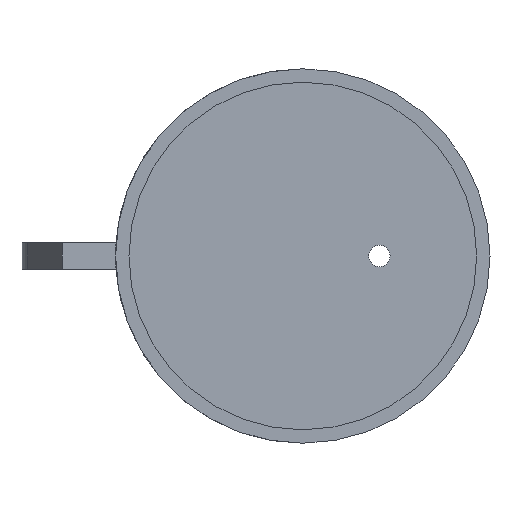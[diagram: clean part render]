
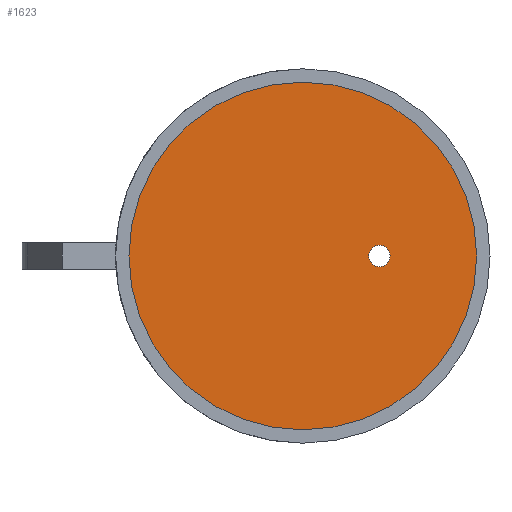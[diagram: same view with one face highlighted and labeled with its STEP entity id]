
A CAD part, front view. The second image highlights one B-rep face of the part: STEP entity #1623.
In plain terms, the highlighted planar face has unit normal (0, -1, 0).
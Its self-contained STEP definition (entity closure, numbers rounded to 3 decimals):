
#46 = FACE_BOUND ( 'NONE', #1298, .T. ) ;
#55 = EDGE_CURVE ( 'NONE', #937, #1182, #1879, .T. ) ;
#82 = PLANE ( 'NONE',  #1810 ) ;
#117 = EDGE_CURVE ( 'NONE', #631, #2035, #1094, .T. ) ;
#165 = EDGE_CURVE ( 'NONE', #1182, #937, #1004, .T. ) ;
#379 = DIRECTION ( 'NONE',  ( 0., 0., -1. ) ) ;
#418 = CARTESIAN_POINT ( 'NONE',  ( 0., -3., 65. ) ) ;
#434 = CARTESIAN_POINT ( 'NONE',  ( 0., -3., 0. ) ) ;
#631 = VERTEX_POINT ( 'NONE', #785 ) ;
#681 = ORIENTED_EDGE ( 'NONE', *, *, #1032, .T. ) ;
#692 = AXIS2_PLACEMENT_3D ( 'NONE', #1729, #1417, #379 ) ;
#718 = CIRCLE ( 'NONE', #1027, 4. ) ;
#731 = DIRECTION ( 'NONE',  ( 0., 1., 0. ) ) ;
#775 = FACE_OUTER_BOUND ( 'NONE', #893, .T. ) ;
#785 = CARTESIAN_POINT ( 'NONE',  ( 28.624, -3., -3.998 ) ) ;
#891 = ORIENTED_EDGE ( 'NONE', *, *, #117, .T. ) ;
#893 = EDGE_LOOP ( 'NONE', ( #1262, #1861 ) ) ;
#937 = VERTEX_POINT ( 'NONE', #1839 ) ;
#955 = AXIS2_PLACEMENT_3D ( 'NONE', #1802, #2124, #1126 ) ;
#1004 = CIRCLE ( 'NONE', #955, 65. ) ;
#1027 = AXIS2_PLACEMENT_3D ( 'NONE', #1382, #731, #2044 ) ;
#1032 = EDGE_CURVE ( 'NONE', #2035, #631, #718, .T. ) ;
#1042 = CARTESIAN_POINT ( 'NONE',  ( 28.624, -3., 0.002 ) ) ;
#1094 = CIRCLE ( 'NONE', #1897, 4. ) ;
#1126 = DIRECTION ( 'NONE',  ( 0., 0., -1. ) ) ;
#1182 = VERTEX_POINT ( 'NONE', #418 ) ;
#1242 = DIRECTION ( 'NONE',  ( 0., 1., 0. ) ) ;
#1262 = ORIENTED_EDGE ( 'NONE', *, *, #165, .T. ) ;
#1298 = EDGE_LOOP ( 'NONE', ( #681, #891 ) ) ;
#1382 = CARTESIAN_POINT ( 'NONE',  ( 28.624, -3., 0.002 ) ) ;
#1389 = CARTESIAN_POINT ( 'NONE',  ( 28.624, -3., 4.002 ) ) ;
#1396 = DIRECTION ( 'NONE',  ( 0., 0., 1. ) ) ;
#1417 = DIRECTION ( 'NONE',  ( 0., -1., 0. ) ) ;
#1623 = ADVANCED_FACE ( 'NONE', ( #46, #775 ), #82, .T. ) ;
#1729 = CARTESIAN_POINT ( 'NONE',  ( 0., -3., 0. ) ) ;
#1766 = DIRECTION ( 'NONE',  ( 0., 0., -1. ) ) ;
#1802 = CARTESIAN_POINT ( 'NONE',  ( 0., -3., 0. ) ) ;
#1810 = AXIS2_PLACEMENT_3D ( 'NONE', #434, #2076, #1766 ) ;
#1839 = CARTESIAN_POINT ( 'NONE',  ( 0., -3., -65. ) ) ;
#1861 = ORIENTED_EDGE ( 'NONE', *, *, #55, .T. ) ;
#1879 = CIRCLE ( 'NONE', #692, 65. ) ;
#1897 = AXIS2_PLACEMENT_3D ( 'NONE', #1042, #1242, #1396 ) ;
#2035 = VERTEX_POINT ( 'NONE', #1389 ) ;
#2044 = DIRECTION ( 'NONE',  ( 0., 0., 1. ) ) ;
#2076 = DIRECTION ( 'NONE',  ( 0., -1., 0. ) ) ;
#2124 = DIRECTION ( 'NONE',  ( 0., -1., 0. ) ) ;
